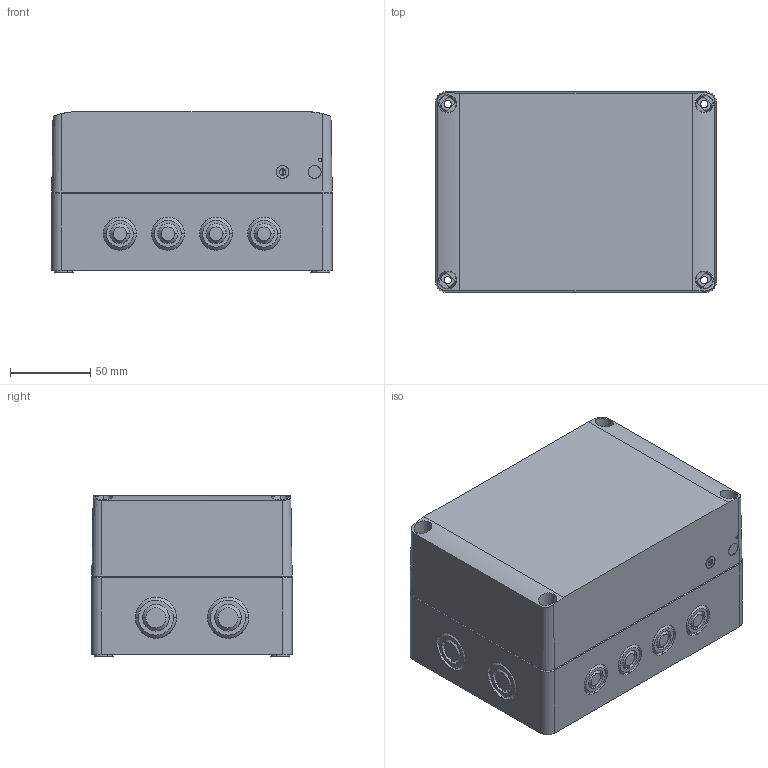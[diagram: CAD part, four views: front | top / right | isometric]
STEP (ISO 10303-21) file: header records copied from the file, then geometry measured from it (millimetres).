
FILE_DESCRIPTION((''),'2;1');
FILE_NAME('SPCM131810G_ASM','2008-12-08T',('pasi_koskela'),(''),'PRO/ENGINEER BY PARAMETRIC TECHNOLOGY CORPORATION, 2008250','PRO/ENGINEER BY PARAMETRIC TECHNOLOGY CORPORATION, 2008250','');
FILE_SCHEMA(('AUTOMOTIVE_DESIGN_CC2 { 1 2 10303 214 -1 1 5 2 }'));
Length unit declared in the file: millimetre
Products named in the file (3): SPCM131805B; SPCG131805L; SPCM131810G_ASM
Assembly tree (2 placements, depth 2):
  SPCM131810G_ASM
    SPCM131805B
    SPCG131805L
Bounding box: 175 x 125 x 100 mm (x, y, z)
Volume: 348966.1 mm3; surface area: 225465.9 mm2
Topology: 2 solids, 2 shells, 1154 faces, 2985 edges, 1930 vertices
Faces by surface type: plane 672, cylinder 212, cone 202, bspline 48, torus 20
Entity records: 52766 total; most frequent: CARTESIAN_POINT 17436, ORIENTED_EDGE 5956, DIRECTION 5404, EDGE_CURVE 2978, PRESENTATION_STYLE_ASSIGNMENT 2442, STYLED_ITEM 2442, CURVE_STYLE 2441, VERTEX_POINT 1926
